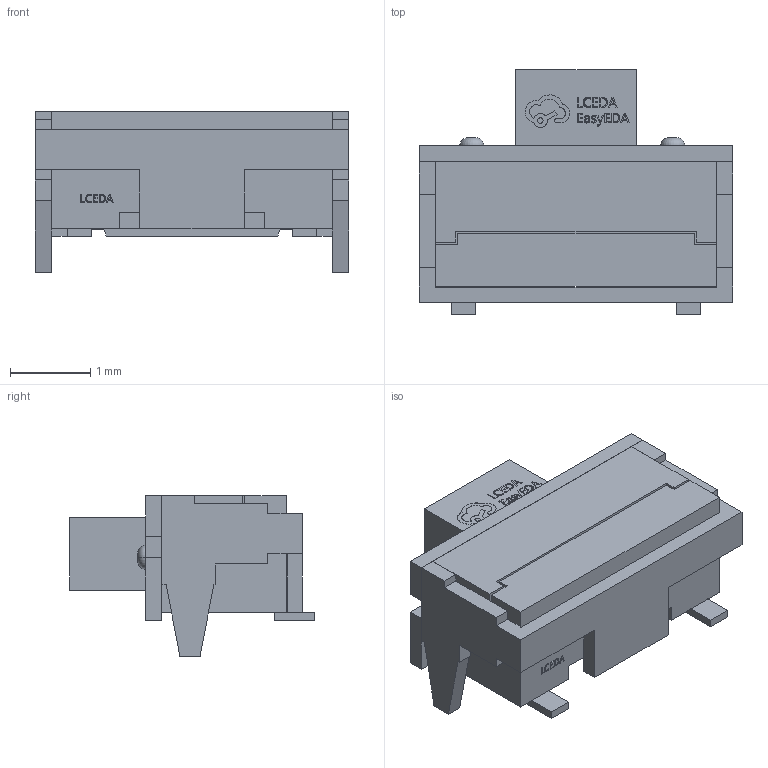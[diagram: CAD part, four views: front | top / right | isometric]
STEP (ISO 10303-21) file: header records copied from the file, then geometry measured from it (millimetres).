
FILE_DESCRIPTION (( 'STEP AP214' ), '1' );
FILE_NAME ('KEY-SMD_SKTDLDE010.step', '2022-07-02T15:27:13', ( '' ), ( '' ), 'SwSTEP 2.0', 'SolidWorks 2020', '' );
FILE_SCHEMA (( 'AUTOMOTIVE_DESIGN' ));
Length unit declared in the file: millimetre
Products named in the file (1): KEY-SMD_SKTDLDE010
Bounding box: 3.9 x 3.05 x 2 mm (x, y, z)
Volume: 11 mm3; surface area: 66 mm2
Topology: 7 solids, 7 shells, 398 faces, 1071 edges, 714 vertices
Faces by surface type: plane 282, bspline 112, torus 4
Entity records: 17362 total; most frequent: CARTESIAN_POINT 4288, ORIENTED_EDGE 2142, DIRECTION 1429, EDGE_CURVE 1071, VECTOR 831, LINE 831, VERTEX_POINT 714, EDGE_LOOP 427
